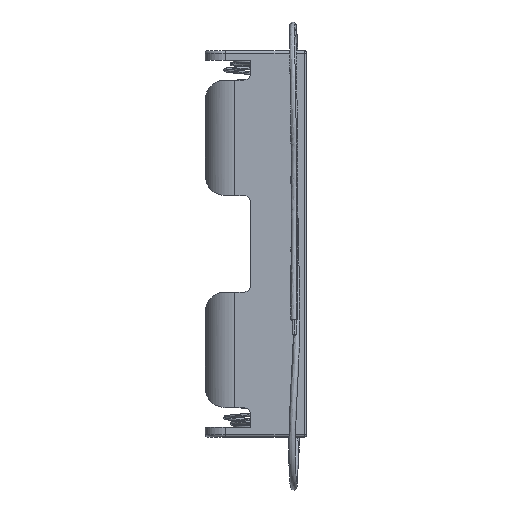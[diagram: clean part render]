
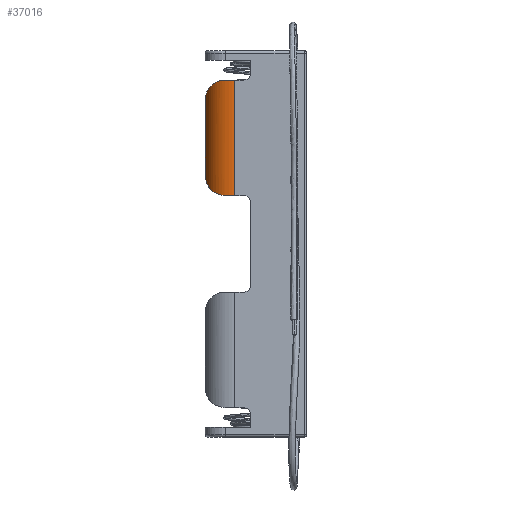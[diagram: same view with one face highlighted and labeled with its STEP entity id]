
A CAD part, left-side view. The second image highlights one B-rep face of the part: STEP entity #37016.
In plain terms, the highlighted cylindrical face has radius 6 mm (diameter 12 mm), a partial arc.
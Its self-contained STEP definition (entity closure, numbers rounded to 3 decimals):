
#284 = CARTESIAN_POINT ( 'NONE',  ( -9.475, 7.547, 9.809 ) ) ;
#865 = CARTESIAN_POINT ( 'NONE',  ( -4.5, 4.191, 9.5 ) ) ;
#1656 = CARTESIAN_POINT ( 'NONE',  ( -8.434, 8.729, 31.134 ) ) ;
#1859 = CARTESIAN_POINT ( 'NONE',  ( -6.428, 9.873, 29.208 ) ) ;
#2049 = CARTESIAN_POINT ( 'NONE',  ( -6.164, 9.956, 28.813 ) ) ;
#2147 = CARTESIAN_POINT ( 'NONE',  ( -6., 10., 13.5 ) ) ;
#2175 = CARTESIAN_POINT ( 'NONE',  ( -4.5, 4.191, 32.2 ) ) ;
#2252 = CYLINDRICAL_SURFACE ( 'NONE', #16560, 6. ) ;
#3186 = CARTESIAN_POINT ( 'NONE',  ( -8.433, 8.729, 10.566 ) ) ;
#3278 = EDGE_CURVE ( 'NONE', #28456, #32938, #36746, .T. ) ;
#3408 = VERTEX_POINT ( 'NONE', #8974 ) ;
#4056 = ORIENTED_EDGE ( 'NONE', *, *, #17114, .T. ) ;
#5266 = CARTESIAN_POINT ( 'NONE',  ( -6.247, 9.931, 12.749 ) ) ;
#5681 = CARTESIAN_POINT ( 'NONE',  ( -9.029, 8.136, 10.109 ) ) ;
#5782 = DIRECTION ( 'NONE',  ( 0., 0., 1. ) ) ;
#6089 = CARTESIAN_POINT ( 'NONE',  ( -9.793, 7.021, 9.63 ) ) ;
#6508 = CARTESIAN_POINT ( 'NONE',  ( -10.004, 6.601, 9.535 ) ) ;
#6762 = EDGE_CURVE ( 'NONE', #38212, #8799, #6893, .T. ) ;
#6893 = CIRCLE ( 'NONE', #18049, 6. ) ;
#8064 = CARTESIAN_POINT ( 'NONE',  ( -6.73, 9.762, 29.565 ) ) ;
#8264 = CARTESIAN_POINT ( 'NONE',  ( -7.804, 9.205, 30.605 ) ) ;
#8570 = CARTESIAN_POINT ( 'NONE',  ( -7.803, 9.206, 11.097 ) ) ;
#8757 = CARTESIAN_POINT ( 'NONE',  ( -6., 10., -36.1 ) ) ;
#8799 = VERTEX_POINT ( 'NONE', #16073 ) ;
#8974 = CARTESIAN_POINT ( 'NONE',  ( -10.221, 6., 32.2 ) ) ;
#9376 = CARTESIAN_POINT ( 'NONE',  ( -9.216, 7.911, 9.976 ) ) ;
#10172 = CARTESIAN_POINT ( 'NONE',  ( -10.5, 4.191, 32.2 ) ) ;
#10542 = CIRCLE ( 'NONE', #33499, 6. ) ;
#10765 = DIRECTION ( 'NONE',  ( 1., 0., 0. ) ) ;
#11139 = CARTESIAN_POINT ( 'NONE',  ( -6.247, 9.931, 28.95 ) ) ;
#11637 = CARTESIAN_POINT ( 'NONE',  ( -7.152, 9.578, 11.696 ) ) ;
#11747 = EDGE_CURVE ( 'NONE', #28456, #38212, #29882, .T. ) ;
#11832 = CARTESIAN_POINT ( 'NONE',  ( -6., 10., 13.337 ) ) ;
#12801 = DIRECTION ( 'NONE',  ( 0., 0., 1. ) ) ;
#13823 = CARTESIAN_POINT ( 'NONE',  ( -10.123, 6.308, 32.2 ) ) ;
#14776 = EDGE_CURVE ( 'NONE', #35122, #3408, #10542, .T. ) ;
#15341 = CARTESIAN_POINT ( 'NONE',  ( -9.717, 7.159, 9.669 ) ) ;
#15561 = CARTESIAN_POINT ( 'NONE',  ( -8.636, 8.546, 10.405 ) ) ;
#15896 = LINE ( 'NONE', #26190, #27576 ) ;
#16073 = CARTESIAN_POINT ( 'NONE',  ( -10.5, 4.191, 9.5 ) ) ;
#16468 = CARTESIAN_POINT ( 'NONE',  ( -6., 10., 13.5 ) ) ;
#16560 = AXIS2_PLACEMENT_3D ( 'NONE', #33936, #5782, #40293 ) ;
#17114 = EDGE_CURVE ( 'NONE', #3408, #32938, #28496, .T. ) ;
#17537 = CARTESIAN_POINT ( 'NONE',  ( -9.563, 7.424, 31.948 ) ) ;
#17729 = CARTESIAN_POINT ( 'NONE',  ( -7.153, 9.577, 30.006 ) ) ;
#18049 = AXIS2_PLACEMENT_3D ( 'NONE', #865, #26027, #10765 ) ;
#18244 = CARTESIAN_POINT ( 'NONE',  ( -9.558, 7.421, 9.758 ) ) ;
#18858 = CARTESIAN_POINT ( 'NONE',  ( -10.221, 6., 9.5 ) ) ;
#20154 = VECTOR ( 'NONE', #33835, 1000. ) ;
#20829 = CARTESIAN_POINT ( 'NONE',  ( -6.04, 9.99, 28.52 ) ) ;
#20962 = DIRECTION ( 'NONE',  ( -1., 0., 0. ) ) ;
#21017 = CARTESIAN_POINT ( 'NONE',  ( -9.724, 7.157, 32.04 ) ) ;
#21213 = FACE_OUTER_BOUND ( 'NONE', #26782, .T. ) ;
#21435 = CARTESIAN_POINT ( 'NONE',  ( -6., 10., 28.2 ) ) ;
#22316 = ORIENTED_EDGE ( 'NONE', *, *, #3278, .F. ) ;
#24010 = CARTESIAN_POINT ( 'NONE',  ( -6.04, 9.99, 13.18 ) ) ;
#24216 = CARTESIAN_POINT ( 'NONE',  ( -7.368, 9.467, 11.49 ) ) ;
#24499 = CARTESIAN_POINT ( 'NONE',  ( -8.017, 9.059, 30.789 ) ) ;
#24615 = CARTESIAN_POINT ( 'NONE',  ( -10.123, 6.308, 9.5 ) ) ;
#25353 = ORIENTED_EDGE ( 'NONE', *, *, #14776, .T. ) ;
#26027 = DIRECTION ( 'NONE',  ( 0., 0., 1. ) ) ;
#26190 = CARTESIAN_POINT ( 'NONE',  ( -10.5, 4.191, -36.1 ) ) ;
#26530 = CARTESIAN_POINT ( 'NONE',  ( -6., 10., 28.2 ) ) ;
#26782 = EDGE_LOOP ( 'NONE', ( #28343, #34808, #28271, #25353, #4056, #22316 ) ) ;
#27275 = CARTESIAN_POINT ( 'NONE',  ( -6.52, 9.843, 12.36 ) ) ;
#27576 = VECTOR ( 'NONE', #12801, 1000. ) ;
#28271 = ORIENTED_EDGE ( 'NONE', *, *, #35573, .T. ) ;
#28343 = ORIENTED_EDGE ( 'NONE', *, *, #11747, .T. ) ;
#28456 = VERTEX_POINT ( 'NONE', #16468 ) ;
#28495 = CARTESIAN_POINT ( 'NONE',  ( -8.016, 9.059, 10.912 ) ) ;
#28496 = B_SPLINE_CURVE_WITH_KNOTS ( 'NONE', 3,
 ( #29454, #13823, #38906, #21017, #17537, #33513, #37035, #36632, #1656, #24499, #8264, #30435, #17729, #30054, #8064, #39512, #1859, #11139, #2049, #20829, #33125, #21435 ),
 .UNSPECIFIED., .F., .F.,
 ( 4, 2, 2, 2, 2, 2, 2, 2, 2, 2, 4 ),
 ( 0., 0.001, 0.002, 0.003, 0.004, 0.005, 0.006, 0.006, 0.007, 0.007, 0.008 ),
 .UNSPECIFIED. ) ;
#29454 = CARTESIAN_POINT ( 'NONE',  ( -10.221, 6., 32.2 ) ) ;
#29882 = B_SPLINE_CURVE_WITH_KNOTS ( 'NONE', 3,
 ( #2147, #11832, #24010, #33428, #5266, #27275, #39810, #11637, #24216, #8570, #28495, #3186, #15561, #5681, #9376, #284, #18244, #15341, #6089, #6508, #24615, #18858 ),
 .UNSPECIFIED., .F., .F.,
 ( 4, 2, 2, 2, 2, 2, 2, 2, 2, 2, 4 ),
 ( 0., 0., 0.001, 0.002, 0.003, 0.004, 0.005, 0.006, 0.006, 0.007, 0.008 ),
 .UNSPECIFIED. ) ;
#30054 = CARTESIAN_POINT ( 'NONE',  ( -6.835, 9.719, 29.678 ) ) ;
#30435 = CARTESIAN_POINT ( 'NONE',  ( -7.372, 9.465, 30.213 ) ) ;
#32938 = VERTEX_POINT ( 'NONE', #26530 ) ;
#33125 = CARTESIAN_POINT ( 'NONE',  ( -6., 10., 28.362 ) ) ;
#33428 = CARTESIAN_POINT ( 'NONE',  ( -6.165, 9.955, 12.885 ) ) ;
#33499 = AXIS2_PLACEMENT_3D ( 'NONE', #2175, #36176, #20962 ) ;
#33513 = CARTESIAN_POINT ( 'NONE',  ( -9.217, 7.911, 31.724 ) ) ;
#33723 = CARTESIAN_POINT ( 'NONE',  ( -10.221, 6., 9.5 ) ) ;
#33835 = DIRECTION ( 'NONE',  ( 0., 0., 1. ) ) ;
#33936 = CARTESIAN_POINT ( 'NONE',  ( -4.5, 4.191, -36.1 ) ) ;
#34808 = ORIENTED_EDGE ( 'NONE', *, *, #6762, .T. ) ;
#35122 = VERTEX_POINT ( 'NONE', #10172 ) ;
#35573 = EDGE_CURVE ( 'NONE', #8799, #35122, #15896, .T. ) ;
#36176 = DIRECTION ( 'NONE',  ( 0., 0., -1. ) ) ;
#36632 = CARTESIAN_POINT ( 'NONE',  ( -8.637, 8.546, 31.296 ) ) ;
#36746 = LINE ( 'NONE', #8757, #20154 ) ;
#37016 = ADVANCED_FACE ( 'NONE', ( #21213 ), #2252, .T. ) ;
#37035 = CARTESIAN_POINT ( 'NONE',  ( -9.03, 8.135, 31.592 ) ) ;
#38212 = VERTEX_POINT ( 'NONE', #33723 ) ;
#38906 = CARTESIAN_POINT ( 'NONE',  ( -10.004, 6.6, 32.165 ) ) ;
#39512 = CARTESIAN_POINT ( 'NONE',  ( -6.527, 9.839, 29.33 ) ) ;
#39810 = CARTESIAN_POINT ( 'NONE',  ( -6.729, 9.766, 12.131 ) ) ;
#40293 = DIRECTION ( 'NONE',  ( 1., 0., 0. ) ) ;
